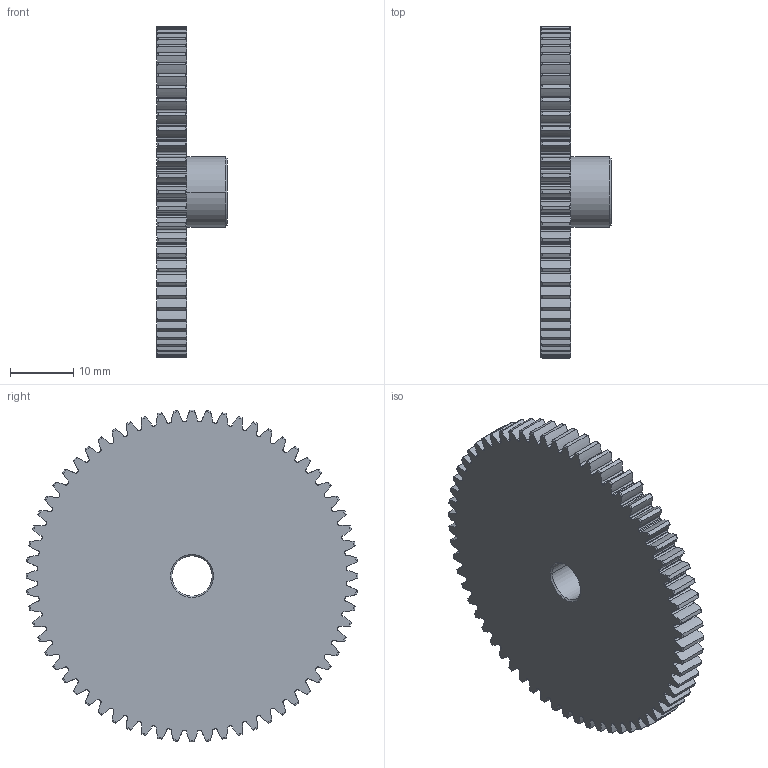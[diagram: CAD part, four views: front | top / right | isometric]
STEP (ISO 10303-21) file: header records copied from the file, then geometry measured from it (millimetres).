
FILE_DESCRIPTION((''),'2;1');
FILE_NAME('A_1M_2-TA32064','2019-04-23T',('SYSTEM'),(''),'PRO/ENGINEER BY PARAMETRIC TECHNOLOGY CORPORATION, 2016360','PRO/ENGINEER BY PARAMETRIC TECHNOLOGY CORPORATION, 2016360','');
FILE_SCHEMA(('AUTOMOTIVE_DESIGN { 1 0 10303 214 1 1 1 1 }'));
Length unit declared in the file: inch
Products named in the file (1): A_1M_2-TA32064
Bounding box: 11.1 x 52.39 x 52.39 mm (x, y, z)
Volume: 6227 mm3; surface area: 6309.1 mm2
Topology: 1 solids, 1 shells, 528 faces, 1570 edges, 1046 vertices
Faces by surface type: cylinder 262, torus 128, extrusion 128, cone 6, plane 4
Entity records: 22511 total; most frequent: CARTESIAN_POINT 8242, ORIENTED_EDGE 3140, DIRECTION 2646, EDGE_CURVE 1570, AXIS2_PLACEMENT_3D 1060, VERTEX_POINT 1046, CIRCLE 660, B_SPLINE_CURVE_WITH_KNOTS 640
